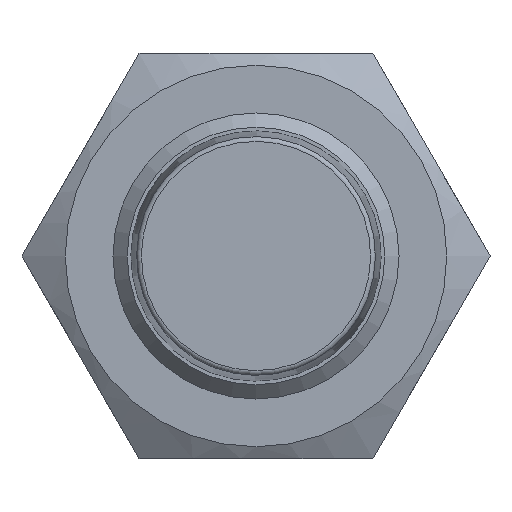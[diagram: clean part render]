
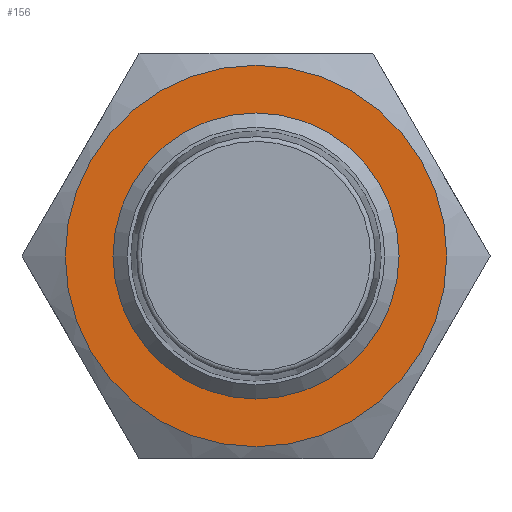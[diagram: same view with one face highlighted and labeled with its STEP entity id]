
A CAD part, left-side view. The second image highlights one B-rep face of the part: STEP entity #156.
In plain terms, the highlighted planar face has unit normal (-1, 0, 0).
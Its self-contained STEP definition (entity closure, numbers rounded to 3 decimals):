
#156 = ADVANCED_FACE('',(#157,#219),#170,.F.);
#157 = FACE_BOUND('',#158,.T.);
#158 = EDGE_LOOP('',(#159));
#159 = ORIENTED_EDGE('',*,*,#160,.T.);
#160 = EDGE_CURVE('',#161,#161,#163,.T.);
#161 = VERTEX_POINT('',#162);
#162 = CARTESIAN_POINT('',(12.075,8.,0.));
#163 = SURFACE_CURVE('',#164,(#169,#185),.PCURVE_S1.);
#164 = CIRCLE('',#165,8.);
#165 = AXIS2_PLACEMENT_3D('',#166,#167,#168);
#166 = CARTESIAN_POINT('',(12.075,0.,0.));
#167 = DIRECTION('',(-1.,0.,0.));
#168 = DIRECTION('',(0.,1.,0.));
#169 = PCURVE('',#170,#175);
#170 = PLANE('',#171);
#171 = AXIS2_PLACEMENT_3D('',#172,#173,#174);
#172 = CARTESIAN_POINT('',(12.075,0.,0.));
#173 = DIRECTION('',(1.,0.,0.));
#174 = DIRECTION('',(0.,0.,-1.));
#175 = DEFINITIONAL_REPRESENTATION('',(#176),#184);
#176 = ( BOUNDED_CURVE() B_SPLINE_CURVE(2,(#177,#178,#179,#180,#181,#182
,#183),.UNSPECIFIED.,.F.,.F.) B_SPLINE_CURVE_WITH_KNOTS((1,2,2,2,2,1),(
    -2.094,0.,2.094,4.189,6.283,
8.378),.UNSPECIFIED.) CURVE() GEOMETRIC_REPRESENTATION_ITEM() 
RATIONAL_B_SPLINE_CURVE((1.,0.5,1.,0.5,1.,0.5,1.)) REPRESENTATION_ITEM(
  '') );
#177 = CARTESIAN_POINT('',(0.,8.));
#178 = CARTESIAN_POINT('',(13.856,8.));
#179 = CARTESIAN_POINT('',(6.928,-4.));
#180 = CARTESIAN_POINT('',(0.,-16.));
#181 = CARTESIAN_POINT('',(-6.928,-4.));
#182 = CARTESIAN_POINT('',(-13.856,8.));
#183 = CARTESIAN_POINT('',(0.,8.));
#184 = ( GEOMETRIC_REPRESENTATION_CONTEXT(2) 
PARAMETRIC_REPRESENTATION_CONTEXT() REPRESENTATION_CONTEXT('2D SPACE',''
  ) );
#185 = PCURVE('',#186,#191);
#186 = CONICAL_SURFACE('',#187,8.907,1.047);
#187 = AXIS2_PLACEMENT_3D('',#188,#189,#190);
#188 = CARTESIAN_POINT('',(12.599,0.,0.));
#189 = DIRECTION('',(1.,0.,0.));
#190 = DIRECTION('',(0.,1.,0.));
#191 = DEFINITIONAL_REPRESENTATION('',(#192),#218);
#192 = B_SPLINE_CURVE_WITH_KNOTS('',3,(#193,#194,#195,#196,#197,#198,
    #199,#200,#201,#202,#203,#204,#205,#206,#207,#208,#209,#210,#211,
    #212,#213,#214,#215,#216,#217),.UNSPECIFIED.,.F.,.F.,(4,1,1,1,1,1,1,
    1,1,1,1,1,1,1,1,1,1,1,1,1,1,1,4),(0.,0.286,0.571,
    0.857,1.142,1.428,1.714,
    1.999,2.285,2.57,2.856,
    3.142,3.427,3.713,3.998,
    4.284,4.57,4.855,5.141,
    5.426,5.712,5.998,6.283),
  .QUASI_UNIFORM_KNOTS.);
#193 = CARTESIAN_POINT('',(6.283,-0.524));
#194 = CARTESIAN_POINT('',(6.188,-0.524));
#195 = CARTESIAN_POINT('',(5.998,-0.524));
#196 = CARTESIAN_POINT('',(5.712,-0.524));
#197 = CARTESIAN_POINT('',(5.426,-0.524));
#198 = CARTESIAN_POINT('',(5.141,-0.524));
#199 = CARTESIAN_POINT('',(4.855,-0.524));
#200 = CARTESIAN_POINT('',(4.57,-0.524));
#201 = CARTESIAN_POINT('',(4.284,-0.524));
#202 = CARTESIAN_POINT('',(3.998,-0.524));
#203 = CARTESIAN_POINT('',(3.713,-0.524));
#204 = CARTESIAN_POINT('',(3.427,-0.524));
#205 = CARTESIAN_POINT('',(3.142,-0.524));
#206 = CARTESIAN_POINT('',(2.856,-0.524));
#207 = CARTESIAN_POINT('',(2.57,-0.524));
#208 = CARTESIAN_POINT('',(2.285,-0.524));
#209 = CARTESIAN_POINT('',(1.999,-0.524));
#210 = CARTESIAN_POINT('',(1.714,-0.524));
#211 = CARTESIAN_POINT('',(1.428,-0.524));
#212 = CARTESIAN_POINT('',(1.142,-0.524));
#213 = CARTESIAN_POINT('',(0.857,-0.524));
#214 = CARTESIAN_POINT('',(0.571,-0.524));
#215 = CARTESIAN_POINT('',(0.286,-0.524));
#216 = CARTESIAN_POINT('',(0.095,-0.524));
#217 = CARTESIAN_POINT('',(0.,-0.524));
#218 = ( GEOMETRIC_REPRESENTATION_CONTEXT(2) 
PARAMETRIC_REPRESENTATION_CONTEXT() REPRESENTATION_CONTEXT('2D SPACE',''
  ) );
#219 = FACE_BOUND('',#220,.T.);
#220 = EDGE_LOOP('',(#221,#278));
#221 = ORIENTED_EDGE('',*,*,#222,.F.);
#222 = EDGE_CURVE('',#223,#225,#227,.T.);
#223 = VERTEX_POINT('',#224);
#224 = CARTESIAN_POINT('',(12.075,-6.,0.));
#225 = VERTEX_POINT('',#226);
#226 = CARTESIAN_POINT('',(12.075,6.,0.));
#227 = SURFACE_CURVE('',#228,(#233,#244),.PCURVE_S1.);
#228 = CIRCLE('',#229,6.);
#229 = AXIS2_PLACEMENT_3D('',#230,#231,#232);
#230 = CARTESIAN_POINT('',(12.075,0.,0.));
#231 = DIRECTION('',(-1.,0.,0.));
#232 = DIRECTION('',(0.,1.,0.));
#233 = PCURVE('',#170,#234);
#234 = DEFINITIONAL_REPRESENTATION('',(#235),#243);
#235 = ( BOUNDED_CURVE() B_SPLINE_CURVE(2,(#236,#237,#238,#239,#240,#241
,#242),.UNSPECIFIED.,.F.,.F.) B_SPLINE_CURVE_WITH_KNOTS((1,2,2,2,2,1),(
    -2.094,0.,2.094,4.189,6.283,
8.378),.UNSPECIFIED.) CURVE() GEOMETRIC_REPRESENTATION_ITEM() 
RATIONAL_B_SPLINE_CURVE((1.,0.5,1.,0.5,1.,0.5,1.)) REPRESENTATION_ITEM(
  '') );
#236 = CARTESIAN_POINT('',(0.,6.));
#237 = CARTESIAN_POINT('',(10.392,6.));
#238 = CARTESIAN_POINT('',(5.196,-3.));
#239 = CARTESIAN_POINT('',(0.,-12.));
#240 = CARTESIAN_POINT('',(-5.196,-3.));
#241 = CARTESIAN_POINT('',(-10.392,6.));
#242 = CARTESIAN_POINT('',(0.,6.));
#243 = ( GEOMETRIC_REPRESENTATION_CONTEXT(2) 
PARAMETRIC_REPRESENTATION_CONTEXT() REPRESENTATION_CONTEXT('2D SPACE',''
  ) );
#244 = PCURVE('',#245,#250);
#245 = CYLINDRICAL_SURFACE('',#246,6.);
#246 = AXIS2_PLACEMENT_3D('',#247,#248,#249);
#247 = CARTESIAN_POINT('',(17.5,0.,0.));
#248 = DIRECTION('',(1.,0.,0.));
#249 = DIRECTION('',(0.,1.,0.));
#250 = DEFINITIONAL_REPRESENTATION('',(#251),#277);
#251 = B_SPLINE_CURVE_WITH_KNOTS('',3,(#252,#253,#254,#255,#256,#257,
    #258,#259,#260,#261,#262,#263,#264,#265,#266,#267,#268,#269,#270,
    #271,#272,#273,#274,#275,#276),.UNSPECIFIED.,.F.,.F.,(4,1,1,1,1,1,1,
    1,1,1,1,1,1,1,1,1,1,1,1,1,1,1,4),(3.142,3.427,
    3.713,3.998,4.284,4.57,
    4.855,5.141,5.426,5.712,
    5.998,6.283,6.569,6.854,
    7.14,7.426,7.711,7.997,
    8.282,8.568,8.854,9.139,
    9.425),.QUASI_UNIFORM_KNOTS.);
#252 = CARTESIAN_POINT('',(3.142,-5.425));
#253 = CARTESIAN_POINT('',(3.046,-5.425));
#254 = CARTESIAN_POINT('',(2.856,-5.425));
#255 = CARTESIAN_POINT('',(2.57,-5.425));
#256 = CARTESIAN_POINT('',(2.285,-5.425));
#257 = CARTESIAN_POINT('',(1.999,-5.425));
#258 = CARTESIAN_POINT('',(1.714,-5.425));
#259 = CARTESIAN_POINT('',(1.428,-5.425));
#260 = CARTESIAN_POINT('',(1.142,-5.425));
#261 = CARTESIAN_POINT('',(0.857,-5.425));
#262 = CARTESIAN_POINT('',(0.571,-5.425));
#263 = CARTESIAN_POINT('',(0.286,-5.425));
#264 = CARTESIAN_POINT('',(0.,-5.425));
#265 = CARTESIAN_POINT('',(-0.286,-5.425));
#266 = CARTESIAN_POINT('',(-0.571,-5.425));
#267 = CARTESIAN_POINT('',(-0.857,-5.425));
#268 = CARTESIAN_POINT('',(-1.142,-5.425));
#269 = CARTESIAN_POINT('',(-1.428,-5.425));
#270 = CARTESIAN_POINT('',(-1.714,-5.425));
#271 = CARTESIAN_POINT('',(-1.999,-5.425));
#272 = CARTESIAN_POINT('',(-2.285,-5.425));
#273 = CARTESIAN_POINT('',(-2.57,-5.425));
#274 = CARTESIAN_POINT('',(-2.856,-5.425));
#275 = CARTESIAN_POINT('',(-3.046,-5.425));
#276 = CARTESIAN_POINT('',(-3.142,-5.425));
#277 = ( GEOMETRIC_REPRESENTATION_CONTEXT(2) 
PARAMETRIC_REPRESENTATION_CONTEXT() REPRESENTATION_CONTEXT('2D SPACE',''
  ) );
#278 = ORIENTED_EDGE('',*,*,#279,.F.);
#279 = EDGE_CURVE('',#225,#223,#280,.T.);
#280 = SURFACE_CURVE('',#281,(#286,#297),.PCURVE_S1.);
#281 = CIRCLE('',#282,6.);
#282 = AXIS2_PLACEMENT_3D('',#283,#284,#285);
#283 = CARTESIAN_POINT('',(12.075,0.,0.));
#284 = DIRECTION('',(-1.,0.,0.));
#285 = DIRECTION('',(0.,1.,0.));
#286 = PCURVE('',#170,#287);
#287 = DEFINITIONAL_REPRESENTATION('',(#288),#296);
#288 = ( BOUNDED_CURVE() B_SPLINE_CURVE(2,(#289,#290,#291,#292,#293,#294
,#295),.UNSPECIFIED.,.F.,.F.) B_SPLINE_CURVE_WITH_KNOTS((1,2,2,2,2,1),(
    -2.094,0.,2.094,4.189,6.283,
8.378),.UNSPECIFIED.) CURVE() GEOMETRIC_REPRESENTATION_ITEM() 
RATIONAL_B_SPLINE_CURVE((1.,0.5,1.,0.5,1.,0.5,1.)) REPRESENTATION_ITEM(
  '') );
#289 = CARTESIAN_POINT('',(0.,6.));
#290 = CARTESIAN_POINT('',(10.392,6.));
#291 = CARTESIAN_POINT('',(5.196,-3.));
#292 = CARTESIAN_POINT('',(0.,-12.));
#293 = CARTESIAN_POINT('',(-5.196,-3.));
#294 = CARTESIAN_POINT('',(-10.392,6.));
#295 = CARTESIAN_POINT('',(0.,6.));
#296 = ( GEOMETRIC_REPRESENTATION_CONTEXT(2) 
PARAMETRIC_REPRESENTATION_CONTEXT() REPRESENTATION_CONTEXT('2D SPACE',''
  ) );
#297 = PCURVE('',#245,#298);
#298 = DEFINITIONAL_REPRESENTATION('',(#299),#325);
#299 = B_SPLINE_CURVE_WITH_KNOTS('',3,(#300,#301,#302,#303,#304,#305,
    #306,#307,#308,#309,#310,#311,#312,#313,#314,#315,#316,#317,#318,
    #319,#320,#321,#322,#323,#324),.UNSPECIFIED.,.F.,.F.,(4,1,1,1,1,1,1,
    1,1,1,1,1,1,1,1,1,1,1,1,1,1,1,4),(3.142,3.427,
    3.713,3.998,4.284,4.57,
    4.855,5.141,5.426,5.712,
    5.998,6.283,6.569,6.854,
    7.14,7.426,7.711,7.997,
    8.282,8.568,8.854,9.139,
    9.425),.QUASI_UNIFORM_KNOTS.);
#300 = CARTESIAN_POINT('',(9.425,-5.425));
#301 = CARTESIAN_POINT('',(9.33,-5.425));
#302 = CARTESIAN_POINT('',(9.139,-5.425));
#303 = CARTESIAN_POINT('',(8.854,-5.425));
#304 = CARTESIAN_POINT('',(8.568,-5.425));
#305 = CARTESIAN_POINT('',(8.282,-5.425));
#306 = CARTESIAN_POINT('',(7.997,-5.425));
#307 = CARTESIAN_POINT('',(7.711,-5.425));
#308 = CARTESIAN_POINT('',(7.426,-5.425));
#309 = CARTESIAN_POINT('',(7.14,-5.425));
#310 = CARTESIAN_POINT('',(6.854,-5.425));
#311 = CARTESIAN_POINT('',(6.569,-5.425));
#312 = CARTESIAN_POINT('',(6.283,-5.425));
#313 = CARTESIAN_POINT('',(5.998,-5.425));
#314 = CARTESIAN_POINT('',(5.712,-5.425));
#315 = CARTESIAN_POINT('',(5.426,-5.425));
#316 = CARTESIAN_POINT('',(5.141,-5.425));
#317 = CARTESIAN_POINT('',(4.855,-5.425));
#318 = CARTESIAN_POINT('',(4.57,-5.425));
#319 = CARTESIAN_POINT('',(4.284,-5.425));
#320 = CARTESIAN_POINT('',(3.998,-5.425));
#321 = CARTESIAN_POINT('',(3.713,-5.425));
#322 = CARTESIAN_POINT('',(3.427,-5.425));
#323 = CARTESIAN_POINT('',(3.237,-5.425));
#324 = CARTESIAN_POINT('',(3.142,-5.425));
#325 = ( GEOMETRIC_REPRESENTATION_CONTEXT(2) 
PARAMETRIC_REPRESENTATION_CONTEXT() REPRESENTATION_CONTEXT('2D SPACE',''
  ) );
